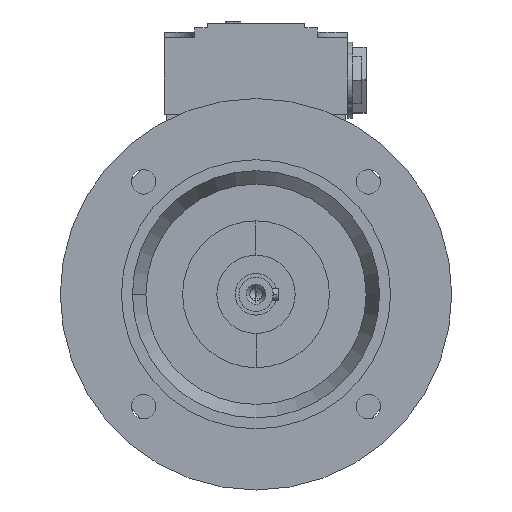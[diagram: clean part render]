
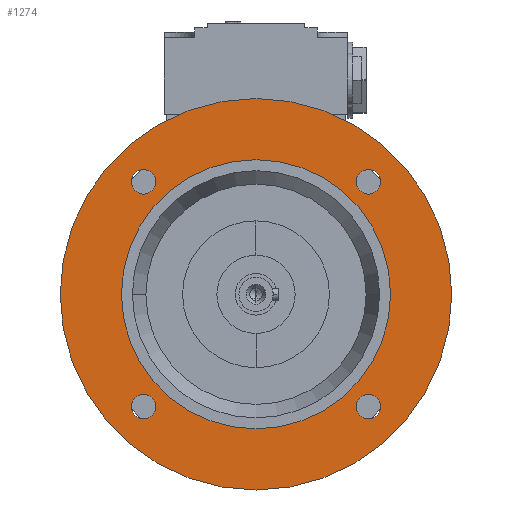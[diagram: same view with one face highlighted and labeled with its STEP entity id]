
A CAD part, left-side view. The second image highlights one B-rep face of the part: STEP entity #1274.
In plain terms, the highlighted planar face has unit normal (-1, 0, 0).
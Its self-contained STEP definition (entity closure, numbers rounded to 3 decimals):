
#1274=ADVANCED_FACE('',(#2798,#2799,#2800,#2801,#2802,#2803),#2804,.T.);
#2798=FACE_BOUND('',#4571,.T.);
#2799=FACE_BOUND('',#4572,.T.);
#2800=FACE_BOUND('',#4573,.T.);
#2801=FACE_BOUND('',#4574,.T.);
#2802=FACE_OUTER_BOUND('',#4575,.T.);
#2803=FACE_BOUND('',#4576,.T.);
#2804=PLANE('',#4577);
#4571=EDGE_LOOP('',(#8323,#8324));
#4572=EDGE_LOOP('',(#8325,#8326));
#4573=EDGE_LOOP('',(#8327,#8328));
#4574=EDGE_LOOP('',(#8329,#8330));
#4575=EDGE_LOOP('',(#8331,#8332));
#4576=EDGE_LOOP('',(#8333,#8334));
#4577=AXIS2_PLACEMENT_3D('',#8335,#8336,#8337);
#8323=ORIENTED_EDGE('',*,*,#11938,.T.);
#8324=ORIENTED_EDGE('',*,*,#10760,.T.);
#8325=ORIENTED_EDGE('',*,*,#11939,.T.);
#8326=ORIENTED_EDGE('',*,*,#10745,.T.);
#8327=ORIENTED_EDGE('',*,*,#11940,.T.);
#8328=ORIENTED_EDGE('',*,*,#10755,.T.);
#8329=ORIENTED_EDGE('',*,*,#11941,.T.);
#8330=ORIENTED_EDGE('',*,*,#10740,.T.);
#8331=ORIENTED_EDGE('',*,*,#10750,.F.);
#8332=ORIENTED_EDGE('',*,*,#11942,.F.);
#8333=ORIENTED_EDGE('',*,*,#10794,.T.);
#8334=ORIENTED_EDGE('',*,*,#11670,.T.);
#8335=CARTESIAN_POINT('',(-22.5,67.5,0.0));
#8336=DIRECTION('',(-1.0,0.0,0.0));
#8337=DIRECTION('',(0.0,-1.0,0.0));
#10740=EDGE_CURVE('',#12908,#12905,#12909,.T.);
#10745=EDGE_CURVE('',#12917,#12914,#12918,.T.);
#10750=EDGE_CURVE('',#12923,#12926,#12927,.T.);
#10755=EDGE_CURVE('',#12935,#12932,#12936,.T.);
#10760=EDGE_CURVE('',#12944,#12941,#12945,.T.);
#10794=EDGE_CURVE('',#12999,#13003,#13005,.T.);
#11670=EDGE_CURVE('',#13003,#12999,#14299,.T.);
#11938=EDGE_CURVE('',#12941,#12944,#14742,.T.);
#11939=EDGE_CURVE('',#12914,#12917,#14743,.T.);
#11940=EDGE_CURVE('',#12932,#12935,#14744,.T.);
#11941=EDGE_CURVE('',#12905,#12908,#14745,.T.);
#11942=EDGE_CURVE('',#12926,#12923,#14746,.T.);
#12905=VERTEX_POINT('',#16105);
#12908=VERTEX_POINT('',#16109);
#12909=CIRCLE('',#16110,5.0);
#12914=VERTEX_POINT('',#16116);
#12917=VERTEX_POINT('',#16120);
#12918=CIRCLE('',#16121,5.0);
#12923=VERTEX_POINT('',#16127);
#12926=VERTEX_POINT('',#16131);
#12927=CIRCLE('',#16132,80.0);
#12932=VERTEX_POINT('',#16138);
#12935=VERTEX_POINT('',#16142);
#12936=CIRCLE('',#16143,5.0);
#12941=VERTEX_POINT('',#16149);
#12944=VERTEX_POINT('',#16153);
#12945=CIRCLE('',#16154,5.0);
#12999=VERTEX_POINT('',#16368);
#13003=VERTEX_POINT('',#16373);
#13005=CIRCLE('',#16376,55.0);
#14299=CIRCLE('',#18255,55.0);
#14742=CIRCLE('',#19744,5.0);
#14743=CIRCLE('',#19745,5.0);
#14744=CIRCLE('',#19746,5.0);
#14745=CIRCLE('',#19747,5.0);
#14746=CIRCLE('',#19748,80.0);
#16105=CARTESIAN_POINT('',(-22.5,-49.497,49.497));
#16109=CARTESIAN_POINT('',(-22.5,-42.426,42.426));
#16110=AXIS2_PLACEMENT_3D('',#21844,#21845,#21846);
#16116=CARTESIAN_POINT('',(-22.5,49.497,-49.497));
#16120=CARTESIAN_POINT('',(-22.5,42.426,-42.426));
#16121=AXIS2_PLACEMENT_3D('',#21852,#21853,#21854);
#16127=CARTESIAN_POINT('',(-22.5,80.0,0.0));
#16131=CARTESIAN_POINT('',(-22.5,-80.0,0.));
#16132=AXIS2_PLACEMENT_3D('',#21860,#21861,#21862);
#16138=CARTESIAN_POINT('',(-22.5,49.497,49.497));
#16142=CARTESIAN_POINT('',(-22.5,42.426,42.426));
#16143=AXIS2_PLACEMENT_3D('',#21868,#21869,#21870);
#16149=CARTESIAN_POINT('',(-22.5,-49.497,-49.497));
#16153=CARTESIAN_POINT('',(-22.5,-42.426,-42.426));
#16154=AXIS2_PLACEMENT_3D('',#21876,#21877,#21878);
#16368=CARTESIAN_POINT('',(-22.5,55.0,0.0));
#16373=CARTESIAN_POINT('',(-22.5,-55.0,0.));
#16376=AXIS2_PLACEMENT_3D('',#21923,#21924,#21925);
#18255=AXIS2_PLACEMENT_3D('',#22812,#22813,#22814);
#19744=AXIS2_PLACEMENT_3D('',#23124,#23125,#23126);
#19745=AXIS2_PLACEMENT_3D('',#23127,#23128,#23129);
#19746=AXIS2_PLACEMENT_3D('',#23130,#23131,#23132);
#19747=AXIS2_PLACEMENT_3D('',#23133,#23134,#23135);
#19748=AXIS2_PLACEMENT_3D('',#23136,#23137,#23138);
#21844=CARTESIAN_POINT('',(-22.5,-45.962,45.962));
#21845=DIRECTION('',(1.0,0.0,-0.0));
#21846=DIRECTION('',(0.0,-0.707,0.707));
#21852=CARTESIAN_POINT('',(-22.5,45.962,-45.962));
#21853=DIRECTION('',(1.0,-0.0,0.0));
#21854=DIRECTION('',(0.0,0.707,-0.707));
#21860=CARTESIAN_POINT('',(-22.5,0.0,0.0));
#21861=DIRECTION('',(1.0,0.0,0.0));
#21862=DIRECTION('',(0.0,1.0,0.0));
#21868=CARTESIAN_POINT('',(-22.5,45.962,45.962));
#21869=DIRECTION('',(1.0,0.0,-0.0));
#21870=DIRECTION('',(0.0,0.707,0.707));
#21876=CARTESIAN_POINT('',(-22.5,-45.962,-45.962));
#21877=DIRECTION('',(1.0,0.0,0.0));
#21878=DIRECTION('',(0.0,-0.707,-0.707));
#21923=CARTESIAN_POINT('',(-22.5,0.0,0.0));
#21924=DIRECTION('',(1.0,0.0,0.0));
#21925=DIRECTION('',(0.0,1.0,0.0));
#22812=CARTESIAN_POINT('',(-22.5,0.0,0.0));
#22813=DIRECTION('',(1.0,0.0,0.0));
#22814=DIRECTION('',(0.0,1.0,0.0));
#23124=CARTESIAN_POINT('',(-22.5,-45.962,-45.962));
#23125=DIRECTION('',(1.0,0.0,0.0));
#23126=DIRECTION('',(0.0,-0.707,-0.707));
#23127=CARTESIAN_POINT('',(-22.5,45.962,-45.962));
#23128=DIRECTION('',(1.0,-0.0,0.0));
#23129=DIRECTION('',(0.0,0.707,-0.707));
#23130=CARTESIAN_POINT('',(-22.5,45.962,45.962));
#23131=DIRECTION('',(1.0,0.0,-0.0));
#23132=DIRECTION('',(0.0,0.707,0.707));
#23133=CARTESIAN_POINT('',(-22.5,-45.962,45.962));
#23134=DIRECTION('',(1.0,0.0,-0.0));
#23135=DIRECTION('',(0.0,-0.707,0.707));
#23136=CARTESIAN_POINT('',(-22.5,0.0,0.0));
#23137=DIRECTION('',(1.0,0.0,0.0));
#23138=DIRECTION('',(0.0,1.0,0.0));
